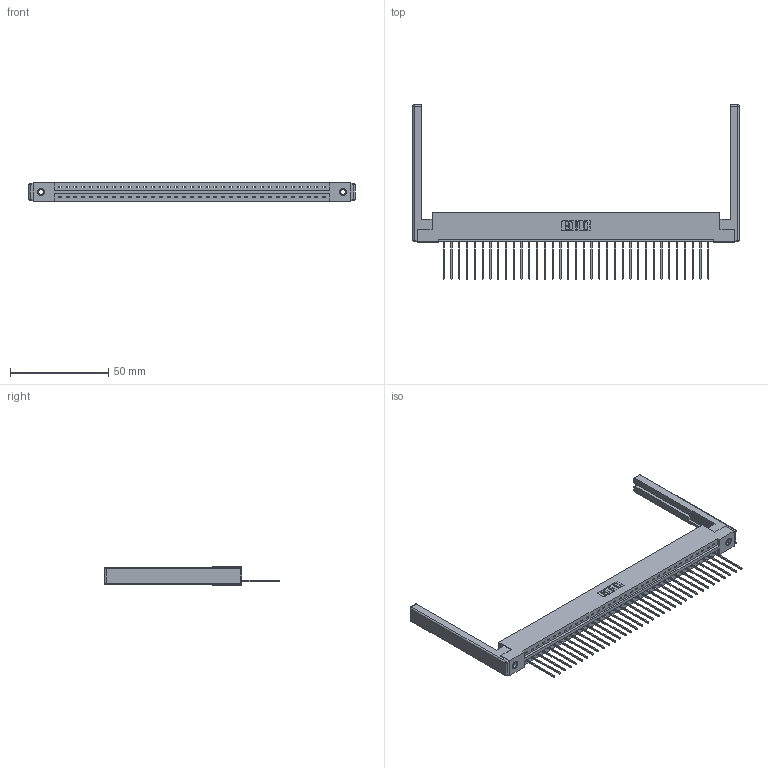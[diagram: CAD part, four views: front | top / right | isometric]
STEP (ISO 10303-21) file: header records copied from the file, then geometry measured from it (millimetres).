
FILE_DESCRIPTION (( 'STEP AP203' ), '1' );
FILE_NAME ('337-035-541-168.STEP', '2019-10-01T13:05:16', ( '' ), ( '' ), 'SwSTEP 2.0', 'SolidWorks 2016', '' );
FILE_SCHEMA (( 'CONFIG_CONTROL_DESIGN' ));
Length unit declared in the file: inch
Products named in the file (5): 345-250-001_345-250-001-102; 337 Part_Flush Mounting Lugs - 0.156 Dia-TI; 307-220-068; 337-035-541-168; 345-292-001_345-293-141
Assembly tree (40 placements, depth 2):
  337-035-541-168
    337 Part_Flush Mounting Lugs - 0.156 Dia-TI
    345-292-001_345-293-141  x35
    345-250-001_345-250-001-102  x2
    307-220-068  x2
Bounding box: 166.12 x 89.03 x 9.4 mm (x, y, z)
Volume: 21684.1 mm3; surface area: 22633.9 mm2
Topology: 40 solids, 40 shells, 2438 faces, 7281 edges, 4786 vertices
Faces by surface type: plane 1768, cylinder 646, cone 12, sphere 8, torus 4
Entity records: 29700 total; most frequent: CARTESIAN_POINT 5128, ORIENTED_EDGE 5088, DIRECTION 4404, EDGE_CURVE 2544, LINE 2366, VECTOR 2366, VERTEX_POINT 1686, AXIS2_PLACEMENT_3D 1019
